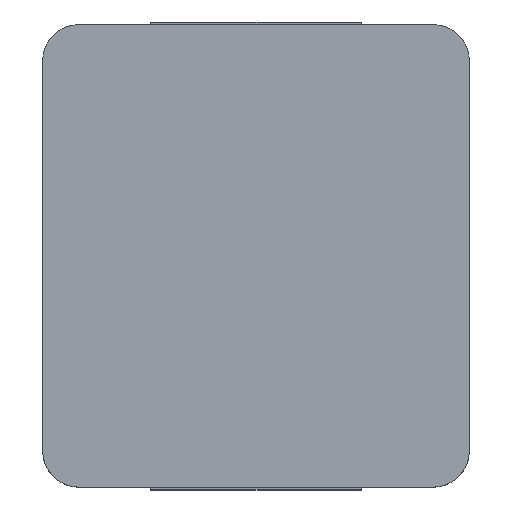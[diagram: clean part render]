
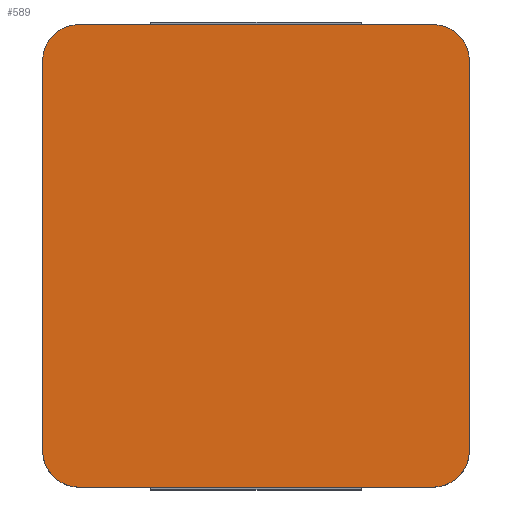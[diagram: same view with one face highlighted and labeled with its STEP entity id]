
A CAD part, top view. The second image highlights one B-rep face of the part: STEP entity #589.
In plain terms, the highlighted planar face has unit normal (0, 0, 1).
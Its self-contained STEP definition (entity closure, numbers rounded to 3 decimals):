
#399 = VERTEX_POINT('',#400);
#400 = CARTESIAN_POINT('',(-1.68,2.2,1.));
#406 = EDGE_CURVE('',#407,#399,#409,.T.);
#407 = VERTEX_POINT('',#408);
#408 = CARTESIAN_POINT('',(1.68,2.2,1.));
#409 = LINE('',#410,#411);
#410 = CARTESIAN_POINT('',(-1.68,2.2,1.));
#411 = VECTOR('',#412,1.);
#412 = DIRECTION('',(-1.,0.,0.));
#430 = VERTEX_POINT('',#431);
#431 = CARTESIAN_POINT('',(-2.03,1.85,1.));
#437 = EDGE_CURVE('',#399,#430,#438,.T.);
#438 = CIRCLE('',#439,0.35);
#439 = AXIS2_PLACEMENT_3D('',#440,#441,#442);
#440 = CARTESIAN_POINT('',(-1.68,1.85,1.));
#441 = DIRECTION('',(0.,-0.,1.));
#442 = DIRECTION('',(0.,1.,0.));
#455 = VERTEX_POINT('',#456);
#456 = CARTESIAN_POINT('',(-2.03,-1.85,1.));
#462 = EDGE_CURVE('',#430,#455,#463,.T.);
#463 = LINE('',#464,#465);
#464 = CARTESIAN_POINT('',(-2.03,-1.85,1.));
#465 = VECTOR('',#466,1.);
#466 = DIRECTION('',(0.,-1.,0.));
#479 = VERTEX_POINT('',#480);
#480 = CARTESIAN_POINT('',(-1.68,-2.2,1.));
#486 = EDGE_CURVE('',#455,#479,#487,.T.);
#487 = CIRCLE('',#488,0.35);
#488 = AXIS2_PLACEMENT_3D('',#489,#490,#491);
#489 = CARTESIAN_POINT('',(-1.68,-1.85,1.));
#490 = DIRECTION('',(0.,0.,1.));
#491 = DIRECTION('',(-1.,0.,0.));
#504 = EDGE_CURVE('',#505,#407,#507,.T.);
#505 = VERTEX_POINT('',#506);
#506 = CARTESIAN_POINT('',(2.03,1.85,1.));
#507 = CIRCLE('',#508,0.35);
#508 = AXIS2_PLACEMENT_3D('',#509,#510,#511);
#509 = CARTESIAN_POINT('',(1.68,1.85,1.));
#510 = DIRECTION('',(-0.,0.,1.));
#511 = DIRECTION('',(1.,0.,0.));
#529 = EDGE_CURVE('',#530,#505,#532,.T.);
#530 = VERTEX_POINT('',#531);
#531 = CARTESIAN_POINT('',(2.03,-1.85,1.));
#532 = LINE('',#533,#534);
#533 = CARTESIAN_POINT('',(2.03,1.85,1.));
#534 = VECTOR('',#535,1.);
#535 = DIRECTION('',(0.,1.,0.));
#553 = EDGE_CURVE('',#554,#530,#556,.T.);
#554 = VERTEX_POINT('',#555);
#555 = CARTESIAN_POINT('',(1.68,-2.2,1.));
#556 = CIRCLE('',#557,0.35);
#557 = AXIS2_PLACEMENT_3D('',#558,#559,#560);
#558 = CARTESIAN_POINT('',(1.68,-1.85,1.));
#559 = DIRECTION('',(0.,0.,1.));
#560 = DIRECTION('',(0.,-1.,0.));
#578 = EDGE_CURVE('',#479,#554,#579,.T.);
#579 = LINE('',#580,#581);
#580 = CARTESIAN_POINT('',(1.68,-2.2,1.));
#581 = VECTOR('',#582,1.);
#582 = DIRECTION('',(1.,0.,0.));
#589 = ADVANCED_FACE('',(#590),#600,.T.);
#590 = FACE_BOUND('',#591,.T.);
#591 = EDGE_LOOP('',(#592,#593,#594,#595,#596,#597,#598,#599));
#592 = ORIENTED_EDGE('',*,*,#486,.T.);
#593 = ORIENTED_EDGE('',*,*,#578,.T.);
#594 = ORIENTED_EDGE('',*,*,#553,.T.);
#595 = ORIENTED_EDGE('',*,*,#529,.T.);
#596 = ORIENTED_EDGE('',*,*,#504,.T.);
#597 = ORIENTED_EDGE('',*,*,#406,.T.);
#598 = ORIENTED_EDGE('',*,*,#437,.T.);
#599 = ORIENTED_EDGE('',*,*,#462,.T.);
#600 = PLANE('',#601);
#601 = AXIS2_PLACEMENT_3D('',#602,#603,#604);
#602 = CARTESIAN_POINT('',(0.,0.,1.));
#603 = DIRECTION('',(0.,0.,1.));
#604 = DIRECTION('',(0.,-1.,0.));
